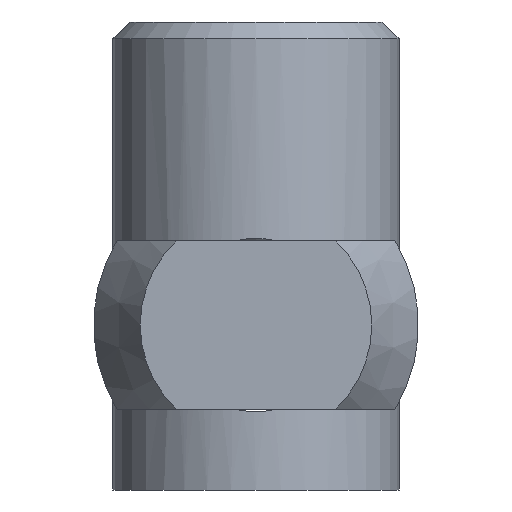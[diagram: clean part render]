
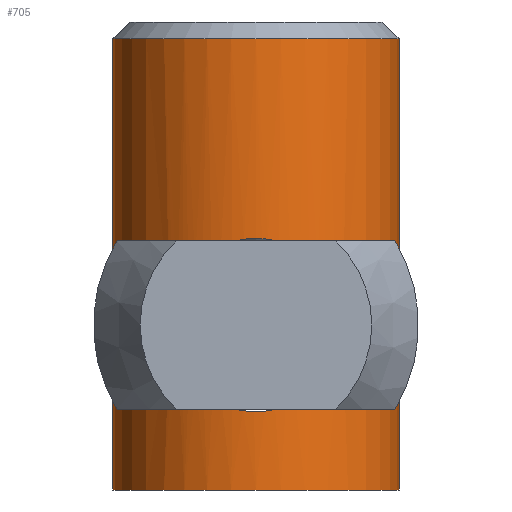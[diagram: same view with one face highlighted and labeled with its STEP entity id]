
A CAD part, left-side view. The second image highlights one B-rep face of the part: STEP entity #705.
In plain terms, the highlighted cylindrical face has radius 8.5 mm (diameter 17 mm), a full revolution.
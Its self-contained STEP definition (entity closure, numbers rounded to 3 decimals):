
#46=B_SPLINE_CURVE_WITH_KNOTS('',3,(#1355,#1356,#1357,#1358,#1359,#1360,
#1361,#1362,#1363,#1364),.UNSPECIFIED.,.F.,.F.,(4,2,2,2,4),(3.205,
3.406,3.607,3.806,4.006),
 .UNSPECIFIED.);
#47=B_SPLINE_CURVE_WITH_KNOTS('',3,(#1366,#1367,#1368,#1369,#1370,#1371,
#1372,#1373,#1374,#1375,#1376,#1377,#1378,#1379,#1380,#1381,#1382,#1383),
 .UNSPECIFIED.,.F.,.F.,(4,2,2,2,2,2,2,2,4),(0.801,1.001,
1.2,1.401,1.602,1.803,2.004,
2.204,2.403),.UNSPECIFIED.);
#48=B_SPLINE_CURVE_WITH_KNOTS('',3,(#1384,#1385,#1386,#1387,#1388,#1389,
#1390,#1391,#1392,#1393),.UNSPECIFIED.,.F.,.F.,(4,2,2,2,4),(2.403,
2.603,2.803,3.004,3.205),
 .UNSPECIFIED.);
#49=B_SPLINE_CURVE_WITH_KNOTS('',3,(#1397,#1398,#1399,#1400,#1401,#1402,
#1403,#1404,#1405,#1406),.UNSPECIFIED.,.F.,.F.,(4,2,2,2,4),(0.,0.201,
0.402,0.602,0.801),.UNSPECIFIED.);
#50=B_SPLINE_CURVE_WITH_KNOTS('',3,(#1407,#1408,#1409,#1410,#1411,#1412,
#1413,#1414,#1415,#1416,#1417,#1418,#1419,#1420,#1421,#1422,#1423,#1424,
#1425,#1426,#1427,#1428,#1429,#1430,#1431,#1432),.UNSPECIFIED.,.F.,.F.,
(4,2,2,2,2,2,2,2,2,2,2,2,4),(-2.403,-2.204,-2.004,
-1.803,-1.602,-1.401,-1.2,
-1.001,-0.801,-0.602,-0.402,
-0.201,0.),.UNSPECIFIED.);
#75=FACE_BOUND('',#265,.T.);
#84=CYLINDRICAL_SURFACE('',#811,8.5);
#102=LINE('',#1443,#140);
#103=LINE('',#1444,#141);
#140=VECTOR('',#958,8.5);
#141=VECTOR('',#959,8.5);
#217=FACE_OUTER_BOUND('',#264,.T.);
#264=EDGE_LOOP('',(#584,#585,#586,#587,#588,#589,#590,#591,#592,#593));
#265=EDGE_LOOP('',(#594,#595));
#307=CIRCLE('',#807,8.5);
#308=CIRCLE('',#809,8.5);
#309=CIRCLE('',#810,8.5);
#346=VERTEX_POINT('',#1353);
#347=VERTEX_POINT('',#1354);
#348=VERTEX_POINT('',#1365);
#349=VERTEX_POINT('',#1394);
#350=VERTEX_POINT('',#1396);
#351=VERTEX_POINT('',#1434);
#352=VERTEX_POINT('',#1437);
#353=VERTEX_POINT('',#1438);
#427=EDGE_CURVE('',#346,#347,#46,.F.);
#428=EDGE_CURVE('',#348,#346,#47,.F.);
#429=EDGE_CURVE('',#347,#348,#48,.F.);
#431=EDGE_CURVE('',#350,#349,#49,.F.);
#432=EDGE_CURVE('',#349,#350,#50,.F.);
#433=EDGE_CURVE('',#351,#351,#307,.T.);
#434=EDGE_CURVE('',#352,#353,#308,.T.);
#435=EDGE_CURVE('',#353,#352,#309,.T.);
#437=EDGE_CURVE('',#352,#348,#102,.T.);
#438=EDGE_CURVE('',#346,#351,#103,.T.);
#584=ORIENTED_EDGE('',*,*,#434,.T.);
#585=ORIENTED_EDGE('',*,*,#435,.T.);
#586=ORIENTED_EDGE('',*,*,#437,.T.);
#587=ORIENTED_EDGE('',*,*,#428,.T.);
#588=ORIENTED_EDGE('',*,*,#438,.T.);
#589=ORIENTED_EDGE('',*,*,#433,.T.);
#590=ORIENTED_EDGE('',*,*,#438,.F.);
#591=ORIENTED_EDGE('',*,*,#427,.T.);
#592=ORIENTED_EDGE('',*,*,#429,.T.);
#593=ORIENTED_EDGE('',*,*,#437,.F.);
#594=ORIENTED_EDGE('',*,*,#431,.T.);
#595=ORIENTED_EDGE('',*,*,#432,.T.);
#705=ADVANCED_FACE('',(#217,#75),#84,.T.);
#807=AXIS2_PLACEMENT_3D('',#1435,#947,#948);
#809=AXIS2_PLACEMENT_3D('',#1439,#951,#952);
#810=AXIS2_PLACEMENT_3D('',#1440,#953,#954);
#811=AXIS2_PLACEMENT_3D('',#1442,#956,#957);
#947=DIRECTION('center_axis',(0.,-1.,0.));
#948=DIRECTION('ref_axis',(1.,0.,0.));
#951=DIRECTION('center_axis',(0.,1.,0.));
#952=DIRECTION('ref_axis',(1.,0.,0.));
#953=DIRECTION('center_axis',(0.,1.,0.));
#954=DIRECTION('ref_axis',(1.,0.,0.));
#956=DIRECTION('center_axis',(0.,-1.,0.));
#957=DIRECTION('ref_axis',(1.,0.,0.));
#958=DIRECTION('',(0.,1.,0.));
#959=DIRECTION('',(0.,1.,0.));
#1353=CARTESIAN_POINT('',(-8.5,23.15,0.));
#1354=CARTESIAN_POINT('',(-6.762,18.,5.15));
#1355=CARTESIAN_POINT('Ctrl Pts',(-6.762,18.,5.15));
#1356=CARTESIAN_POINT('Ctrl Pts',(-6.762,18.67,5.15));
#1357=CARTESIAN_POINT('Ctrl Pts',(-6.872,19.366,5.012));
#1358=CARTESIAN_POINT('Ctrl Pts',(-7.229,20.626,4.483));
#1359=CARTESIAN_POINT('Ctrl Pts',(-7.467,21.192,4.091));
#1360=CARTESIAN_POINT('Ctrl Pts',(-7.892,22.088,3.196));
#1361=CARTESIAN_POINT('Ctrl Pts',(-8.11,22.482,2.628));
#1362=CARTESIAN_POINT('Ctrl Pts',(-8.415,23.013,1.363));
#1363=CARTESIAN_POINT('Ctrl Pts',(-8.5,23.15,0.665));
#1364=CARTESIAN_POINT('Ctrl Pts',(-8.5,23.15,0.));
#1365=CARTESIAN_POINT('',(-8.5,12.85,0.));
#1366=CARTESIAN_POINT('Ctrl Pts',(-8.5,23.15,0.));
#1367=CARTESIAN_POINT('Ctrl Pts',(-8.5,23.15,-0.665));
#1368=CARTESIAN_POINT('Ctrl Pts',(-8.415,23.013,-1.363));
#1369=CARTESIAN_POINT('Ctrl Pts',(-8.11,22.482,-2.628));
#1370=CARTESIAN_POINT('Ctrl Pts',(-7.892,22.088,-3.196));
#1371=CARTESIAN_POINT('Ctrl Pts',(-7.467,21.192,-4.091));
#1372=CARTESIAN_POINT('Ctrl Pts',(-7.229,20.626,-4.483));
#1373=CARTESIAN_POINT('Ctrl Pts',(-6.872,19.366,-5.012));
#1374=CARTESIAN_POINT('Ctrl Pts',(-6.762,18.67,-5.15));
#1375=CARTESIAN_POINT('Ctrl Pts',(-6.762,17.33,-5.15));
#1376=CARTESIAN_POINT('Ctrl Pts',(-6.872,16.634,-5.012));
#1377=CARTESIAN_POINT('Ctrl Pts',(-7.229,15.374,-4.483));
#1378=CARTESIAN_POINT('Ctrl Pts',(-7.467,14.808,-4.091));
#1379=CARTESIAN_POINT('Ctrl Pts',(-7.892,13.912,-3.196));
#1380=CARTESIAN_POINT('Ctrl Pts',(-8.11,13.518,-2.628));
#1381=CARTESIAN_POINT('Ctrl Pts',(-8.415,12.987,-1.363));
#1382=CARTESIAN_POINT('Ctrl Pts',(-8.5,12.85,-0.665));
#1383=CARTESIAN_POINT('Ctrl Pts',(-8.5,12.85,0.));
#1384=CARTESIAN_POINT('Ctrl Pts',(-8.5,12.85,0.));
#1385=CARTESIAN_POINT('Ctrl Pts',(-8.5,12.85,0.665));
#1386=CARTESIAN_POINT('Ctrl Pts',(-8.415,12.987,1.363));
#1387=CARTESIAN_POINT('Ctrl Pts',(-8.11,13.518,2.628));
#1388=CARTESIAN_POINT('Ctrl Pts',(-7.892,13.912,3.196));
#1389=CARTESIAN_POINT('Ctrl Pts',(-7.467,14.808,4.091));
#1390=CARTESIAN_POINT('Ctrl Pts',(-7.229,15.374,4.483));
#1391=CARTESIAN_POINT('Ctrl Pts',(-6.872,16.634,5.012));
#1392=CARTESIAN_POINT('Ctrl Pts',(-6.762,17.33,5.15));
#1393=CARTESIAN_POINT('Ctrl Pts',(-6.762,18.,5.15));
#1394=CARTESIAN_POINT('',(6.762,18.,5.15));
#1396=CARTESIAN_POINT('',(8.5,12.85,0.));
#1397=CARTESIAN_POINT('Ctrl Pts',(6.762,18.,5.15));
#1398=CARTESIAN_POINT('Ctrl Pts',(6.762,17.33,5.15));
#1399=CARTESIAN_POINT('Ctrl Pts',(6.872,16.634,5.012));
#1400=CARTESIAN_POINT('Ctrl Pts',(7.229,15.374,4.483));
#1401=CARTESIAN_POINT('Ctrl Pts',(7.467,14.808,4.091));
#1402=CARTESIAN_POINT('Ctrl Pts',(7.892,13.912,3.196));
#1403=CARTESIAN_POINT('Ctrl Pts',(8.11,13.518,2.628));
#1404=CARTESIAN_POINT('Ctrl Pts',(8.415,12.987,1.363));
#1405=CARTESIAN_POINT('Ctrl Pts',(8.5,12.85,0.665));
#1406=CARTESIAN_POINT('Ctrl Pts',(8.5,12.85,0.));
#1407=CARTESIAN_POINT('Ctrl Pts',(8.5,12.85,0.));
#1408=CARTESIAN_POINT('Ctrl Pts',(8.5,12.85,-0.665));
#1409=CARTESIAN_POINT('Ctrl Pts',(8.415,12.987,-1.363));
#1410=CARTESIAN_POINT('Ctrl Pts',(8.11,13.518,-2.628));
#1411=CARTESIAN_POINT('Ctrl Pts',(7.892,13.912,-3.196));
#1412=CARTESIAN_POINT('Ctrl Pts',(7.467,14.808,-4.091));
#1413=CARTESIAN_POINT('Ctrl Pts',(7.229,15.374,-4.483));
#1414=CARTESIAN_POINT('Ctrl Pts',(6.872,16.634,-5.012));
#1415=CARTESIAN_POINT('Ctrl Pts',(6.762,17.33,-5.15));
#1416=CARTESIAN_POINT('Ctrl Pts',(6.762,18.67,-5.15));
#1417=CARTESIAN_POINT('Ctrl Pts',(6.872,19.366,-5.012));
#1418=CARTESIAN_POINT('Ctrl Pts',(7.229,20.626,-4.483));
#1419=CARTESIAN_POINT('Ctrl Pts',(7.467,21.192,-4.091));
#1420=CARTESIAN_POINT('Ctrl Pts',(7.892,22.088,-3.196));
#1421=CARTESIAN_POINT('Ctrl Pts',(8.11,22.482,-2.628));
#1422=CARTESIAN_POINT('Ctrl Pts',(8.415,23.013,-1.363));
#1423=CARTESIAN_POINT('Ctrl Pts',(8.5,23.15,-0.665));
#1424=CARTESIAN_POINT('Ctrl Pts',(8.5,23.15,0.665));
#1425=CARTESIAN_POINT('Ctrl Pts',(8.415,23.013,1.363));
#1426=CARTESIAN_POINT('Ctrl Pts',(8.11,22.482,2.628));
#1427=CARTESIAN_POINT('Ctrl Pts',(7.892,22.088,3.196));
#1428=CARTESIAN_POINT('Ctrl Pts',(7.467,21.192,4.091));
#1429=CARTESIAN_POINT('Ctrl Pts',(7.229,20.626,4.483));
#1430=CARTESIAN_POINT('Ctrl Pts',(6.872,19.366,5.012));
#1431=CARTESIAN_POINT('Ctrl Pts',(6.762,18.67,5.15));
#1432=CARTESIAN_POINT('Ctrl Pts',(6.762,18.,5.15));
#1434=CARTESIAN_POINT('',(-8.5,27.8,0.));
#1435=CARTESIAN_POINT('Origin',(0.,27.8,0.));
#1437=CARTESIAN_POINT('',(-8.5,1.,0.));
#1438=CARTESIAN_POINT('',(0.,1.,-8.5));
#1439=CARTESIAN_POINT('Origin',(0.,1.,0.));
#1440=CARTESIAN_POINT('Origin',(0.,1.,0.));
#1442=CARTESIAN_POINT('Origin',(0.,27.8,0.));
#1443=CARTESIAN_POINT('',(-8.5,27.8,0.));
#1444=CARTESIAN_POINT('',(-8.5,27.8,0.));
